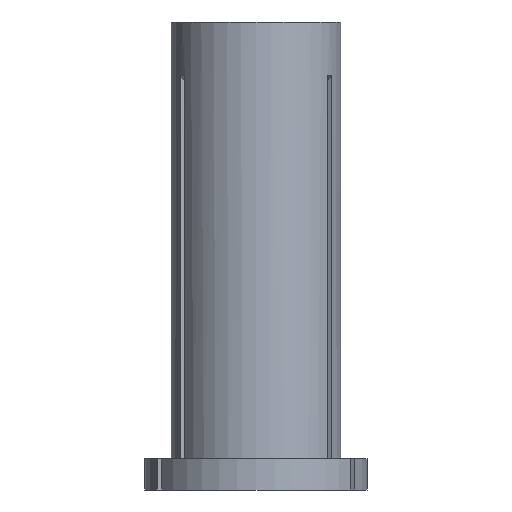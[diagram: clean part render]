
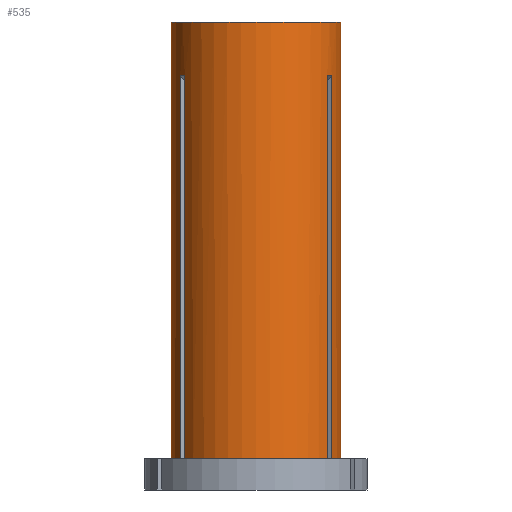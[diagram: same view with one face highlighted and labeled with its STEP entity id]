
A CAD part, front view. The second image highlights one B-rep face of the part: STEP entity #535.
In plain terms, the highlighted cylindrical face has radius 9.525 mm (diameter 19.05 mm), a partial arc.
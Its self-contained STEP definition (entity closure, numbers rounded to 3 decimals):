
#19 = EDGE_CURVE ( 'NONE', #969, #321, #630, .T. ) ;
#32 = DIRECTION ( 'NONE',  ( 0., 0., 1. ) ) ;
#41 = DIRECTION ( 'NONE',  ( 0., 0., 1. ) ) ;
#44 = CARTESIAN_POINT ( 'NONE',  ( -9.525, 0., 0. ) ) ;
#46 = CARTESIAN_POINT ( 'NONE',  ( 7.988, -5.189, -6.014 ) ) ;
#47 = CARTESIAN_POINT ( 'NONE',  ( -8.488, -4.323, -49. ) ) ;
#51 = VECTOR ( 'NONE', #592, 1000. ) ;
#59 = DIRECTION ( 'NONE',  ( 0., 0., 1. ) ) ;
#65 = CARTESIAN_POINT ( 'NONE',  ( 0., 0., 0. ) ) ;
#75 = CIRCLE ( 'NONE', #644, 9.525 ) ;
#112 = VECTOR ( 'NONE', #279, 1000. ) ;
#133 = EDGE_CURVE ( 'NONE', #461, #1081, #75, .T. ) ;
#138 = DIRECTION ( 'NONE',  ( 0., 0., 1. ) ) ;
#150 = CARTESIAN_POINT ( 'NONE',  ( 8.488, -4.323, -6.014 ) ) ;
#153 = CARTESIAN_POINT ( 'NONE',  ( -8.332, -4.619, -6. ) ) ;
#190 = B_SPLINE_CURVE_WITH_KNOTS ( 'NONE', 3,
 ( #46, #305, #1011, #1104, #150 ),
 .UNSPECIFIED., .F., .F.,
 ( 4, 1, 4 ),
 ( 0.072, 0.072, 0.073 ),
 .UNSPECIFIED. ) ;
#210 = VECTOR ( 'NONE', #481, 1000. ) ;
#226 = CARTESIAN_POINT ( 'NONE',  ( -9.525, 0., 0. ) ) ;
#229 = DIRECTION ( 'NONE',  ( 1., 0., 0. ) ) ;
#230 = ORIENTED_EDGE ( 'NONE', *, *, #713, .T. ) ;
#248 = EDGE_CURVE ( 'NONE', #929, #671, #808, .T. ) ;
#256 = VERTEX_POINT ( 'NONE', #358 ) ;
#262 = VECTOR ( 'NONE', #41, 1000. ) ;
#273 = ORIENTED_EDGE ( 'NONE', *, *, #483, .T. ) ;
#274 = DIRECTION ( 'NONE',  ( 0., 0., 1. ) ) ;
#279 = DIRECTION ( 'NONE',  ( 0., 0., 1. ) ) ;
#305 = CARTESIAN_POINT ( 'NONE',  ( 8.078, -5.049, -6.005 ) ) ;
#308 = EDGE_CURVE ( 'NONE', #793, #703, #741, .T. ) ;
#315 = DIRECTION ( 'NONE',  ( 0., 0., 1. ) ) ;
#319 = CARTESIAN_POINT ( 'NONE',  ( -9.525, 0., -49. ) ) ;
#321 = VERTEX_POINT ( 'NONE', #726 ) ;
#326 = DIRECTION ( 'NONE',  ( 0., 0., 1. ) ) ;
#351 = CARTESIAN_POINT ( 'NONE',  ( 9.525, 0., -49. ) ) ;
#354 = ORIENTED_EDGE ( 'NONE', *, *, #805, .F. ) ;
#358 = CARTESIAN_POINT ( 'NONE',  ( 7.988, -5.189, -49. ) ) ;
#364 = CIRCLE ( 'NONE', #744, 9.525 ) ;
#383 = ORIENTED_EDGE ( 'NONE', *, *, #308, .F. ) ;
#397 = CARTESIAN_POINT ( 'NONE',  ( -8.412, -4.471, -6.005 ) ) ;
#400 = CARTESIAN_POINT ( 'NONE',  ( -8.078, -5.05, -6.005 ) ) ;
#418 = ORIENTED_EDGE ( 'NONE', *, *, #491, .T. ) ;
#448 = CARTESIAN_POINT ( 'NONE',  ( 0., 0., -49. ) ) ;
#461 = VERTEX_POINT ( 'NONE', #484 ) ;
#464 = ORIENTED_EDGE ( 'NONE', *, *, #937, .T. ) ;
#473 = CARTESIAN_POINT ( 'NONE',  ( 8.488, -4.323, 0. ) ) ;
#481 = DIRECTION ( 'NONE',  ( 0., 0., 1. ) ) ;
#483 = EDGE_CURVE ( 'NONE', #969, #256, #364, .T. ) ;
#484 = CARTESIAN_POINT ( 'NONE',  ( 8.488, -4.323, -49. ) ) ;
#485 = ORIENTED_EDGE ( 'NONE', *, *, #133, .T. ) ;
#491 = EDGE_CURVE ( 'NONE', #675, #660, #190, .T. ) ;
#492 = CYLINDRICAL_SURFACE ( 'NONE', #760, 9.525 ) ;
#493 = VECTOR ( 'NONE', #138, 1000. ) ;
#527 = DIRECTION ( 'NONE',  ( 1., 0., 0. ) ) ;
#535 = ADVANCED_FACE ( 'NONE', ( #784 ), #492, .T. ) ;
#541 = CARTESIAN_POINT ( 'NONE',  ( 0., 0., 0. ) ) ;
#551 = CARTESIAN_POINT ( 'NONE',  ( 0., 0., -49. ) ) ;
#560 = EDGE_CURVE ( 'NONE', #1081, #703, #622, .T. ) ;
#567 = CARTESIAN_POINT ( 'NONE',  ( -7.988, -5.189, -6.014 ) ) ;
#592 = DIRECTION ( 'NONE',  ( 0., 0., 1. ) ) ;
#609 = CARTESIAN_POINT ( 'NONE',  ( 7.988, -5.189, -6.014 ) ) ;
#622 = LINE ( 'NONE', #779, #51 ) ;
#630 = LINE ( 'NONE', #945, #210 ) ;
#638 = CIRCLE ( 'NONE', #1116, 9.525 ) ;
#639 = ORIENTED_EDGE ( 'NONE', *, *, #248, .T. ) ;
#644 = AXIS2_PLACEMENT_3D ( 'NONE', #448, #889, #804 ) ;
#660 = VERTEX_POINT ( 'NONE', #1117 ) ;
#671 = VERTEX_POINT ( 'NONE', #705 ) ;
#675 = VERTEX_POINT ( 'NONE', #609 ) ;
#690 = VECTOR ( 'NONE', #315, 1000. ) ;
#698 = ORIENTED_EDGE ( 'NONE', *, *, #560, .T. ) ;
#703 = VERTEX_POINT ( 'NONE', #1051 ) ;
#705 = CARTESIAN_POINT ( 'NONE',  ( -8.488, -4.323, -6.014 ) ) ;
#713 = EDGE_CURVE ( 'NONE', #952, #929, #638, .T. ) ;
#717 = B_SPLINE_CURVE_WITH_KNOTS ( 'NONE', 3,
 ( #935, #397, #153, #1095, #400, #567 ),
 .UNSPECIFIED., .F., .F.,
 ( 4, 2, 4 ),
 ( 0.066, 0.067, 0.067 ),
 .UNSPECIFIED. ) ;
#726 = CARTESIAN_POINT ( 'NONE',  ( -7.988, -5.189, -6.014 ) ) ;
#729 = LINE ( 'NONE', #473, #262 ) ;
#732 = CARTESIAN_POINT ( 'NONE',  ( 7.988, -5.189, 0. ) ) ;
#741 = CIRCLE ( 'NONE', #1042, 9.525 ) ;
#744 = AXIS2_PLACEMENT_3D ( 'NONE', #551, #59, #229 ) ;
#760 = AXIS2_PLACEMENT_3D ( 'NONE', #65, #326, #939 ) ;
#779 = CARTESIAN_POINT ( 'NONE',  ( 9.525, 0., 0. ) ) ;
#784 = FACE_OUTER_BOUND ( 'NONE', #1106, .T. ) ;
#793 = VERTEX_POINT ( 'NONE', #44 ) ;
#799 = CARTESIAN_POINT ( 'NONE',  ( 0., 0., -49. ) ) ;
#804 = DIRECTION ( 'NONE',  ( 1., 0., 0. ) ) ;
#805 = EDGE_CURVE ( 'NONE', #461, #660, #729, .T. ) ;
#808 = LINE ( 'NONE', #885, #112 ) ;
#814 = EDGE_CURVE ( 'NONE', #256, #675, #990, .T. ) ;
#844 = ORIENTED_EDGE ( 'NONE', *, *, #19, .F. ) ;
#881 = DIRECTION ( 'NONE',  ( 1., 0., 0. ) ) ;
#885 = CARTESIAN_POINT ( 'NONE',  ( -8.488, -4.323, 0. ) ) ;
#889 = DIRECTION ( 'NONE',  ( 0., 0., 1. ) ) ;
#918 = LINE ( 'NONE', #226, #690 ) ;
#929 = VERTEX_POINT ( 'NONE', #47 ) ;
#930 = CARTESIAN_POINT ( 'NONE',  ( -7.988, -5.189, -49. ) ) ;
#935 = CARTESIAN_POINT ( 'NONE',  ( -8.488, -4.323, -6.014 ) ) ;
#937 = EDGE_CURVE ( 'NONE', #671, #321, #717, .T. ) ;
#939 = DIRECTION ( 'NONE',  ( 1., 0., 0. ) ) ;
#945 = CARTESIAN_POINT ( 'NONE',  ( -7.988, -5.189, 0. ) ) ;
#952 = VERTEX_POINT ( 'NONE', #319 ) ;
#953 = EDGE_CURVE ( 'NONE', #952, #793, #918, .T. ) ;
#969 = VERTEX_POINT ( 'NONE', #930 ) ;
#971 = ORIENTED_EDGE ( 'NONE', *, *, #953, .F. ) ;
#990 = LINE ( 'NONE', #732, #493 ) ;
#1005 = ORIENTED_EDGE ( 'NONE', *, *, #814, .T. ) ;
#1011 = CARTESIAN_POINT ( 'NONE',  ( 8.252, -4.765, -5.995 ) ) ;
#1042 = AXIS2_PLACEMENT_3D ( 'NONE', #541, #32, #527 ) ;
#1051 = CARTESIAN_POINT ( 'NONE',  ( 9.525, 0., 0. ) ) ;
#1081 = VERTEX_POINT ( 'NONE', #351 ) ;
#1095 = CARTESIAN_POINT ( 'NONE',  ( -8.165, -4.909, -6. ) ) ;
#1104 = CARTESIAN_POINT ( 'NONE',  ( 8.412, -4.472, -6.005 ) ) ;
#1106 = EDGE_LOOP ( 'NONE', ( #971, #230, #639, #464, #844, #273, #1005, #418, #354, #485, #698, #383 ) ) ;
#1116 = AXIS2_PLACEMENT_3D ( 'NONE', #799, #274, #881 ) ;
#1117 = CARTESIAN_POINT ( 'NONE',  ( 8.488, -4.323, -6.014 ) ) ;
